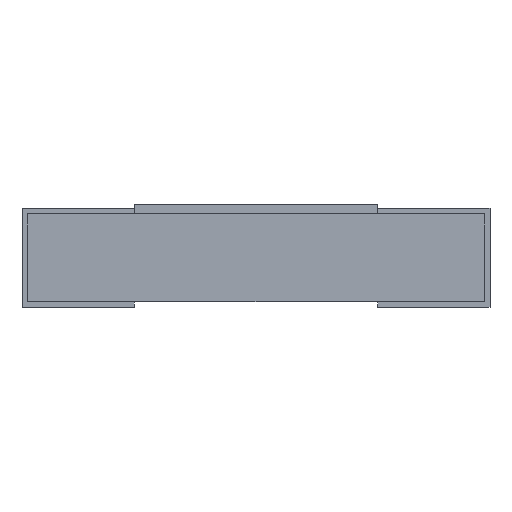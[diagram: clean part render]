
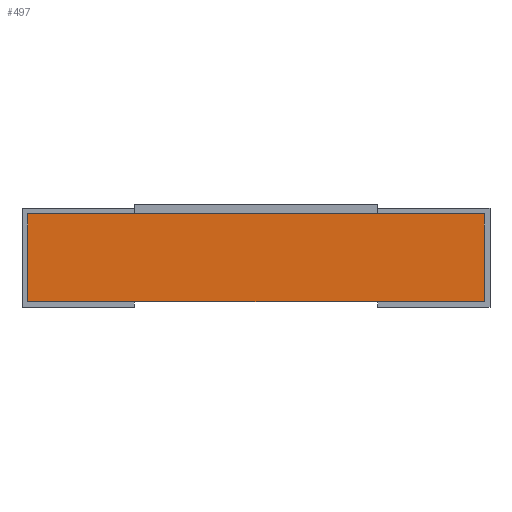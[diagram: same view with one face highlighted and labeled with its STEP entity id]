
A CAD part, front view. The second image highlights one B-rep face of the part: STEP entity #497.
In plain terms, the highlighted planar face has unit normal (0, -1, 0).
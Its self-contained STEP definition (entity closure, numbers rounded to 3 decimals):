
#497=ADVANCED_FACE('',(#992),#993,.F.);
#515=EDGE_CURVE('',#1019,#1016,#1020,.T.);
#519=EDGE_CURVE('',#1016,#1024,#1025,.T.);
#521=EDGE_CURVE('',#1027,#1024,#1028,.T.);
#523=EDGE_CURVE('',#1019,#1027,#1030,.T.);
#992=FACE_OUTER_BOUND('',#1616,.T.);
#993=PLANE('',#1617);
#1016=VERTEX_POINT('',#1649);
#1019=VERTEX_POINT('',#1654);
#1020=LINE('',#1655,#1656);
#1024=VERTEX_POINT('',#1663);
#1025=LINE('',#1664,#1665);
#1027=VERTEX_POINT('',#1668);
#1028=LINE('',#1669,#1670);
#1030=LINE('',#1673,#1674);
#1616=EDGE_LOOP('',(#2740,#2741,#2742,#2743));
#1617=AXIS2_PLACEMENT_3D('',#2744,#2745,#2746);
#1649=CARTESIAN_POINT('',(-1.22,-2.5,0.03));
#1654=CARTESIAN_POINT('',(-1.22,-2.5,0.5));
#1655=CARTESIAN_POINT('',(-1.22,-2.5,0.5));
#1656=VECTOR('',#2776,1.0);
#1663=CARTESIAN_POINT('',(1.22,-2.5,0.03));
#1664=CARTESIAN_POINT('',(-1.22,-2.5,0.03));
#1665=VECTOR('',#2778,1.0);
#1668=CARTESIAN_POINT('',(1.22,-2.5,0.5));
#1669=CARTESIAN_POINT('',(1.22,-2.5,0.5));
#1670=VECTOR('',#2779,1.0);
#1673=CARTESIAN_POINT('',(-1.22,-2.5,0.5));
#1674=VECTOR('',#2780,1.0);
#2740=ORIENTED_EDGE('',*,*,#519,.T.);
#2741=ORIENTED_EDGE('',*,*,#521,.F.);
#2742=ORIENTED_EDGE('',*,*,#523,.F.);
#2743=ORIENTED_EDGE('',*,*,#515,.T.);
#2744=CARTESIAN_POINT('',(-1.22,-2.5,0.5));
#2745=DIRECTION('',(0.,1.0,-0.0));
#2746=DIRECTION('',(0.0,0.0,1.0));
#2776=DIRECTION('',(0.0,-0.0,-1.0));
#2778=DIRECTION('',(1.0,0.,0.0));
#2779=DIRECTION('',(0.0,-0.0,-1.0));
#2780=DIRECTION('',(1.0,0.,0.0));
